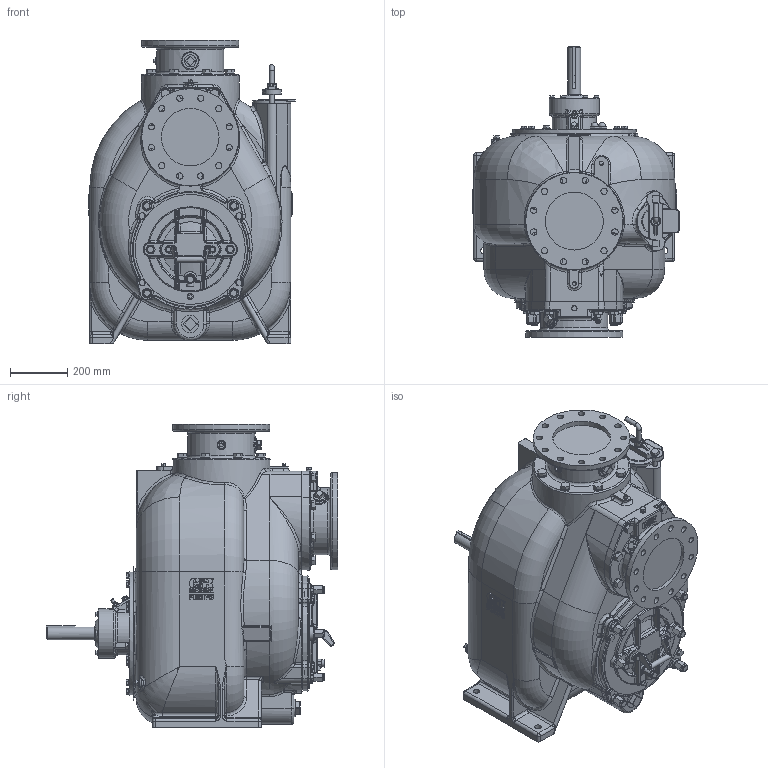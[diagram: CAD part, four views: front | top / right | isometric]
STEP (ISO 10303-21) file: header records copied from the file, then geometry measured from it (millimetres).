
FILE_DESCRIPTION(/* description */ ('Unknown'),/* implementation_level */ '2;1');
FILE_NAME(/* name */ '19036',/* time_stamp */ '2020-10-07T11:25:32-04:00',/* author */ ('Unknown'),/* organization */ ('Unknown'),/* preprocessor_version */ 'ST-DEVELOPER v16.7',/* originating_system */ 'DEX',/* authorisation */ $);
FILE_SCHEMA (('AUTOMOTIVE_DESIGN {1 0 10303 214 3 1 1}'));
Products named in the file (1): 19036
Bounding box: 724.66 x 1020.94 x 1063.14 mm (x, y, z)
Volume: 304451463.8 mm3; surface area: 3674062.8 mm2
Topology: 1 solids, 38 shells, 3945 faces, 9639 edges, 5847 vertices
Faces by surface type: plane 1738, cylinder 992, bspline 587, torus 483, sphere 99, cone 46
Full cylindrical faces by diameter (mm): 3.048 x2, 8.738 x1, 9.093 x1, 9.525 x8, 9.779 x8, 10.527 x2, 10.716 x6, 11.113 x2, 12.7 x13, 13.462 x8, 14.224 x6, 15.875 x5, 17.145 x1, 17.348 x8, 19.05 x9, 19.812 x4, 21.996 x12, 22 x12, 22.174 x16, 22.225 x18, 22.276 x2, 23.368 x1, 25.4 x5, 28.575 x4, 31.75 x2, 32.283 x16, 44.425 x1, 47.6 x1, 123.952 x1, 133.35 x1
Entity records: 151568 total; most frequent: CARTESIAN_POINT 35190, DIRECTION 18601, ORIENTED_EDGE 18114, EDGE_CURVE 9057, AXIS2_PLACEMENT_3D 7127, VERTEX_POINT 5677, FACE_BOUND 4584, EDGE_LOOP 4582
